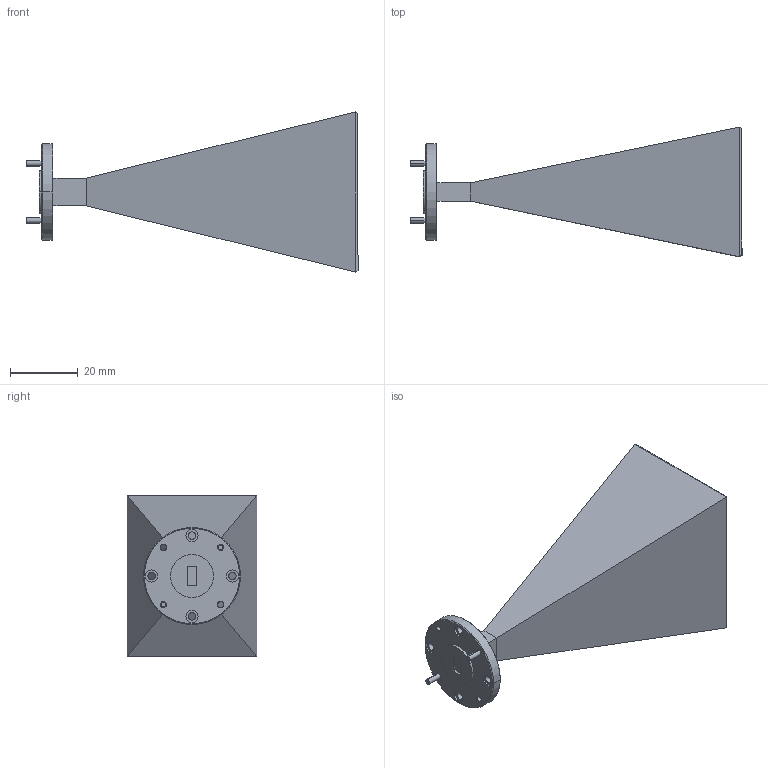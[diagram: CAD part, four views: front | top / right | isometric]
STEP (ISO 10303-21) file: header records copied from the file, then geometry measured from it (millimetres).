
FILE_DESCRIPTION (( 'STEP AP203' ), '1' );
FILE_NAME ('SAR-2309-22-S2, CTRLD.STEP', '2017-06-13T17:24:06', ( '' ), ( '' ), 'SwSTEP 2.0', 'SolidWorks 2013', '' );
FILE_SCHEMA (( 'CONFIG_CONTROL_DESIGN' ));
Length unit declared in the file: inch
Products named in the file (1): SAR-2309-22-S2, CTRLD
Bounding box: 97.85 x 38.22 x 47.21 mm (x, y, z)
Volume: 60250.9 mm3; surface area: 11944.5 mm2
Topology: 3 solids, 3 shells, 81 faces, 188 edges, 120 vertices
Faces by surface type: cylinder 32, plane 29, cone 20
Entity records: 2433 total; most frequent: DIRECTION 444, CARTESIAN_POINT 390, ORIENTED_EDGE 376, EDGE_CURVE 188, AXIS2_PLACEMENT_3D 174, VERTEX_POINT 120, EDGE_LOOP 104, LINE 96
